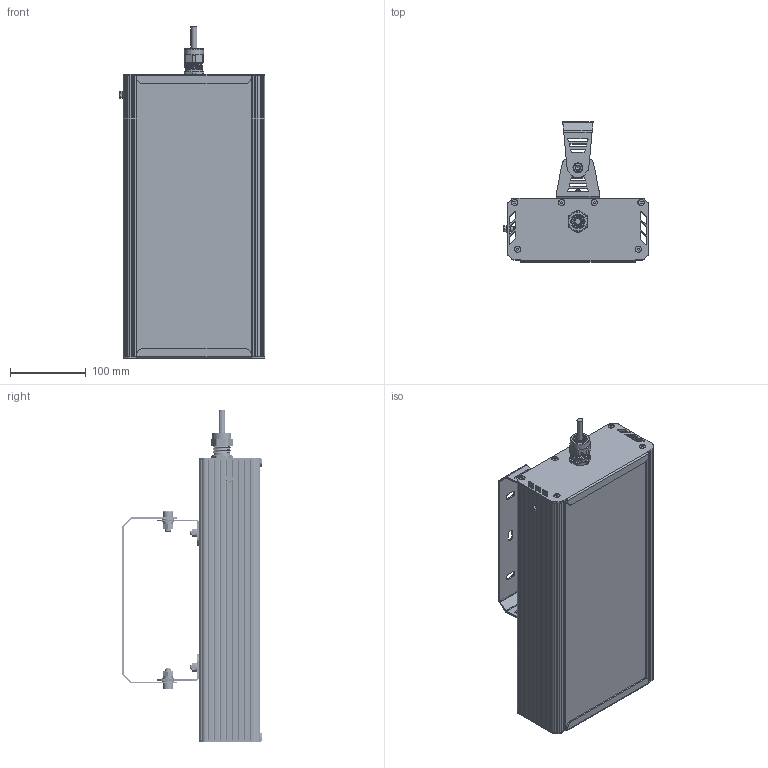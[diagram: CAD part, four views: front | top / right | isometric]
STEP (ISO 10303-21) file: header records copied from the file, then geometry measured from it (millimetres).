
FILE_DESCRIPTION(('STEP AP214'), '1');
FILE_NAME('001.0096.20.000 - ÃÑÏ-Ýêñòðà-Îïòèê-2Åõ-70', '', ('UNSPECIFIED'), ('UNSPECIFIED'), 'C3D Converter', 'C3D Toolkit', '');
FILE_SCHEMA(('AUTOMOTIVE_DESIGN { 1 0 10303 214 3 1 1}'));
Length unit declared in the file: millimetre
Products named in the file (44): 001.0096.20.000; #3014; #3073; #3132; #3191; #3276; #3335; #3394; #3453
Assembly tree (74 placements, depth 4):
  001.0096.20.000
    (unnamed)
      (unnamed)
      (unnamed)
      (unnamed)
      (unnamed)
      (unnamed)
      (unnamed)
      (unnamed)
      (unnamed)  x6
      (unnamed)  x6
      (unnamed)
      (unnamed)
      (unnamed)  x8
        (unnamed)
        (unnamed)
        (unnamed)
        (unnamed)
        (unnamed)
        (unnamed)
        (unnamed)
        (unnamed)
        (unnamed)
        (unnamed)
      (unnamed)
        (unnamed)
    (unnamed)
      (unnamed)
      (unnamed)
      (unnamed)  x2
      (unnamed)
      (unnamed)
      (unnamed)
      (unnamed)
      (unnamed)
      #3014
      #3073
      #3132
      #3191  x2
      #3276
      #3335
      #3394
      #3453
      (unnamed)
Bounding box: 192.43 x 184.65 x 439 mm (x, y, z)
Volume: 1332085.9 mm3; surface area: 1016938.5 mm2
Topology: 306 solids, 306 shells, 4417 faces, 10183 edges, 6776 vertices
Faces by surface type: plane 3104, cylinder 1072, bspline 139, cone 89, sphere 8, torus 5
Full cylindrical faces by diameter (mm): 1 x8, 2 x16, 2.5 x32, 2.8 x200, 3.2 x8, 3.5 x48, 4 x13, 4.917 x2, 5 x2, 6 x5, 6.6 x2, 6.647 x2, 7 x2, 8 x14, 8.5 x4, 9 x108, 10 x1, 11 x2, 12.5 x1, 13 x3, 15 x4, 16 x1, 17 x1, 18 x1, 18.5 x1, 19 x1, 20 x1, 21.5 x1, 22 x2, 25.5 x1
Entity records: 94142 total; most frequent: CARTESIAN_POINT 47025, DIRECTION 8894, ORIENTED_EDGE 7786, EDGE_CURVE 3893, AXIS2_PLACEMENT_3D 3166, VERTEX_POINT 2693, LINE 2562, VECTOR 2562
